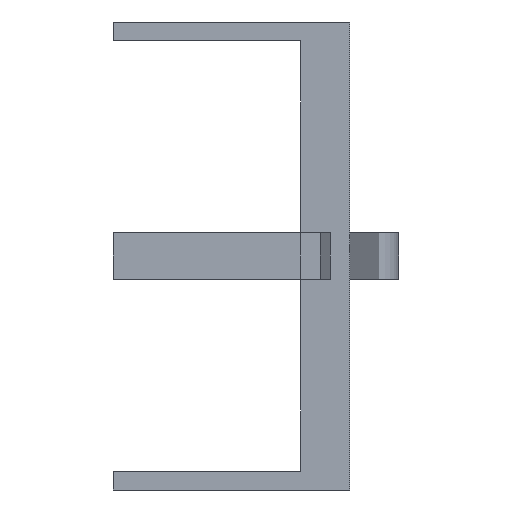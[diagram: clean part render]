
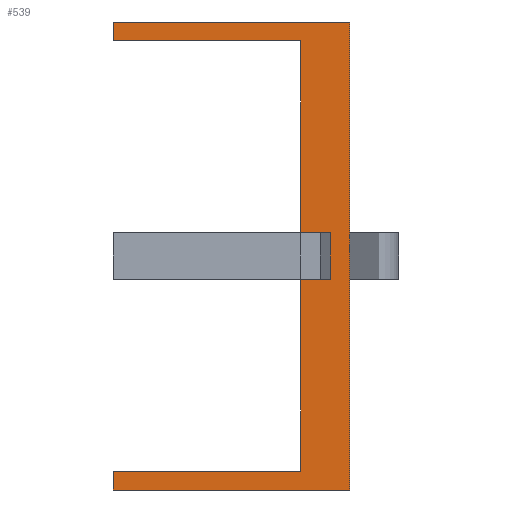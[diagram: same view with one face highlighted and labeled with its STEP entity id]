
A CAD part, left-side view. The second image highlights one B-rep face of the part: STEP entity #539.
In plain terms, the highlighted planar face has unit normal (-1, 0, 0).
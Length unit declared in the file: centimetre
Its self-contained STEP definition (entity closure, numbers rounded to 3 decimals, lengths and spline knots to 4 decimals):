
#26 = CARTESIAN_POINT ( 'NONE',  ( -20.505, 5.05, -0.1 ) ) ;
#43 = VERTEX_POINT ( 'NONE', #346 ) ;
#44 = CARTESIAN_POINT ( 'NONE',  ( -20.505, 5.05, -0.5 ) ) ;
#50 = ORIENTED_EDGE ( 'NONE', *, *, #184, .T. ) ;
#76 = VERTEX_POINT ( 'NONE', #326 ) ;
#78 = PLANE ( 'NONE',  #378 ) ;
#80 = DIRECTION ( 'NONE',  ( 0., -1., 0. ) ) ;
#86 = LINE ( 'NONE', #796, #362 ) ;
#92 = VECTOR ( 'NONE', #240, 100. ) ;
#116 = VECTOR ( 'NONE', #221, 100. ) ;
#151 = VERTEX_POINT ( 'NONE', #521 ) ;
#167 = CARTESIAN_POINT ( 'NONE',  ( -20.505, 5.05, -0.1 ) ) ;
#181 = CARTESIAN_POINT ( 'NONE',  ( -20.505, 1.05, 9.1 ) ) ;
#184 = EDGE_CURVE ( 'NONE', #151, #1235, #914, .T. ) ;
#200 = EDGE_CURVE ( 'NONE', #76, #479, #86, .T. ) ;
#211 = DIRECTION ( 'NONE',  ( 0., -1., 0. ) ) ;
#221 = DIRECTION ( 'NONE',  ( 0., 0., 1. ) ) ;
#224 = CARTESIAN_POINT ( 'NONE',  ( -20.505, 0.005, 5. ) ) ;
#237 = ORIENTED_EDGE ( 'NONE', *, *, #1303, .T. ) ;
#239 = VECTOR ( 'NONE', #734, 100. ) ;
#240 = DIRECTION ( 'NONE',  ( 0., 1., 0. ) ) ;
#247 = ORIENTED_EDGE ( 'NONE', *, *, #937, .T. ) ;
#266 = EDGE_CURVE ( 'NONE', #469, #764, #840, .T. ) ;
#310 = CARTESIAN_POINT ( 'NONE',  ( -20.505, 5.05, 9.1 ) ) ;
#316 = CARTESIAN_POINT ( 'NONE',  ( -20.505, 1.05, -0.1 ) ) ;
#326 = CARTESIAN_POINT ( 'NONE',  ( -20.505, 0.4112, 4. ) ) ;
#327 = DIRECTION ( 'NONE',  ( 0., -1., 0. ) ) ;
#336 = ORIENTED_EDGE ( 'NONE', *, *, #455, .F. ) ;
#341 = DIRECTION ( 'NONE',  ( 0., 0., 1. ) ) ;
#346 = CARTESIAN_POINT ( 'NONE',  ( -20.505, 5.05, -0.5 ) ) ;
#362 = VECTOR ( 'NONE', #1212, 100. ) ;
#368 = EDGE_CURVE ( 'NONE', #1235, #1054, #1002, .T. ) ;
#378 = AXIS2_PLACEMENT_3D ( 'NONE', #575, #767, #460 ) ;
#403 = CARTESIAN_POINT ( 'NONE',  ( -20.505, 1.05, 9.1 ) ) ;
#444 = LINE ( 'NONE', #26, #92 ) ;
#448 = VERTEX_POINT ( 'NONE', #316 ) ;
#455 = EDGE_CURVE ( 'NONE', #764, #1054, #506, .T. ) ;
#460 = DIRECTION ( 'NONE',  ( 0., 0., -1. ) ) ;
#469 = VERTEX_POINT ( 'NONE', #709 ) ;
#479 = VERTEX_POINT ( 'NONE', #1127 ) ;
#488 = VERTEX_POINT ( 'NONE', #887 ) ;
#506 = LINE ( 'NONE', #908, #1241 ) ;
#521 = CARTESIAN_POINT ( 'NONE',  ( -20.505, 5.05, 9.5 ) ) ;
#523 = CARTESIAN_POINT ( 'NONE',  ( -20.505, 1.05, 0. ) ) ;
#537 = ORIENTED_EDGE ( 'NONE', *, *, #698, .F. ) ;
#539 = ADVANCED_FACE ( 'NONE', ( #567 ), #78, .F. ) ;
#548 = CARTESIAN_POINT ( 'NONE',  ( -20.505, 0., 0. ) ) ;
#563 = VECTOR ( 'NONE', #80, 100. ) ;
#567 = FACE_OUTER_BOUND ( 'NONE', #708, .T. ) ;
#570 = DIRECTION ( 'NONE',  ( 0., 0., 1. ) ) ;
#575 = CARTESIAN_POINT ( 'NONE',  ( -20.505, 1.05, 0. ) ) ;
#586 = CARTESIAN_POINT ( 'NONE',  ( -20.505, 1.05, 9.5 ) ) ;
#597 = VERTEX_POINT ( 'NONE', #167 ) ;
#604 = CARTESIAN_POINT ( 'NONE',  ( -20.505, 1.05, 5. ) ) ;
#639 = ORIENTED_EDGE ( 'NONE', *, *, #853, .T. ) ;
#698 = EDGE_CURVE ( 'NONE', #76, #469, #765, .T. ) ;
#703 = DIRECTION ( 'NONE',  ( 0., 0., -1. ) ) ;
#708 = EDGE_LOOP ( 'NONE', ( #1245, #537, #1188, #929, #237, #1092, #639, #247, #907, #50, #1052, #336 ) ) ;
#709 = CARTESIAN_POINT ( 'NONE',  ( -20.505, 0.4112, 5. ) ) ;
#734 = DIRECTION ( 'NONE',  ( 0., 1., 0. ) ) ;
#764 = VERTEX_POINT ( 'NONE', #604 ) ;
#765 = LINE ( 'NONE', #1297, #1085 ) ;
#767 = DIRECTION ( 'NONE',  ( 1., 0., 0. ) ) ;
#783 = VECTOR ( 'NONE', #327, 100. ) ;
#796 = CARTESIAN_POINT ( 'NONE',  ( -20.505, 0.005, 4. ) ) ;
#829 = VECTOR ( 'NONE', #841, 100. ) ;
#839 = EDGE_CURVE ( 'NONE', #448, #479, #1129, .T. ) ;
#840 = LINE ( 'NONE', #224, #239 ) ;
#841 = DIRECTION ( 'NONE',  ( 0., 0., -1. ) ) ;
#853 = EDGE_CURVE ( 'NONE', #43, #488, #935, .T. ) ;
#887 = CARTESIAN_POINT ( 'NONE',  ( -20.505, 0., -0.5 ) ) ;
#907 = ORIENTED_EDGE ( 'NONE', *, *, #1061, .F. ) ;
#908 = CARTESIAN_POINT ( 'NONE',  ( -20.505, 1.05, 0. ) ) ;
#914 = LINE ( 'NONE', #310, #990 ) ;
#916 = CARTESIAN_POINT ( 'NONE',  ( -20.505, 0., 9.5 ) ) ;
#929 = ORIENTED_EDGE ( 'NONE', *, *, #839, .F. ) ;
#935 = LINE ( 'NONE', #1236, #783 ) ;
#937 = EDGE_CURVE ( 'NONE', #488, #1224, #1041, .T. ) ;
#990 = VECTOR ( 'NONE', #703, 100. ) ;
#1002 = LINE ( 'NONE', #403, #1166 ) ;
#1025 = VECTOR ( 'NONE', #341, 100. ) ;
#1037 = LINE ( 'NONE', #44, #829 ) ;
#1041 = LINE ( 'NONE', #548, #1025 ) ;
#1052 = ORIENTED_EDGE ( 'NONE', *, *, #368, .T. ) ;
#1054 = VERTEX_POINT ( 'NONE', #181 ) ;
#1061 = EDGE_CURVE ( 'NONE', #151, #1224, #1108, .T. ) ;
#1085 = VECTOR ( 'NONE', #570, 100. ) ;
#1091 = CARTESIAN_POINT ( 'NONE',  ( -20.505, 5.05, 9.1 ) ) ;
#1092 = ORIENTED_EDGE ( 'NONE', *, *, #1309, .T. ) ;
#1108 = LINE ( 'NONE', #586, #563 ) ;
#1127 = CARTESIAN_POINT ( 'NONE',  ( -20.505, 1.05, 4. ) ) ;
#1129 = LINE ( 'NONE', #523, #116 ) ;
#1166 = VECTOR ( 'NONE', #211, 100. ) ;
#1188 = ORIENTED_EDGE ( 'NONE', *, *, #200, .T. ) ;
#1212 = DIRECTION ( 'NONE',  ( 0., 1., 0. ) ) ;
#1224 = VERTEX_POINT ( 'NONE', #916 ) ;
#1235 = VERTEX_POINT ( 'NONE', #1091 ) ;
#1236 = CARTESIAN_POINT ( 'NONE',  ( -20.505, 1.05, -0.5 ) ) ;
#1241 = VECTOR ( 'NONE', #1306, 100. ) ;
#1245 = ORIENTED_EDGE ( 'NONE', *, *, #266, .F. ) ;
#1297 = CARTESIAN_POINT ( 'NONE',  ( -20.505, 0.4112, 5. ) ) ;
#1303 = EDGE_CURVE ( 'NONE', #448, #597, #444, .T. ) ;
#1306 = DIRECTION ( 'NONE',  ( 0., 0., 1. ) ) ;
#1309 = EDGE_CURVE ( 'NONE', #597, #43, #1037, .T. ) ;
